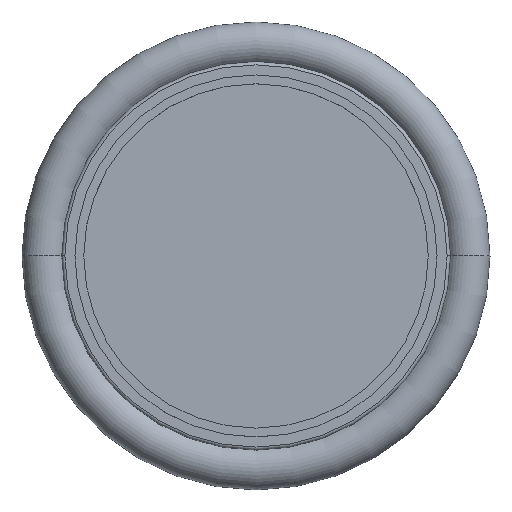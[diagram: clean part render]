
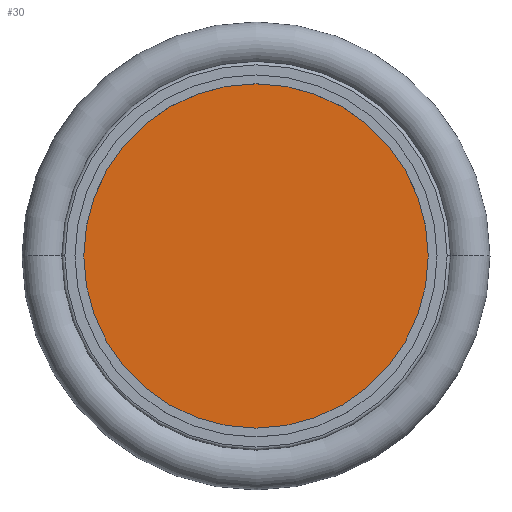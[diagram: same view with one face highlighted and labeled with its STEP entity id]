
A CAD part, top view. The second image highlights one B-rep face of the part: STEP entity #30.
In plain terms, the highlighted planar face has unit normal (0, 0, 1).
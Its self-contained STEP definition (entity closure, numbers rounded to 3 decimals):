
#27 = DIRECTION ( 'NONE',  ( -1., 0., 0. ) ) ;
#30 = ADVANCED_FACE ( 'NONE', ( #241 ), #596, .F. ) ;
#172 = DIRECTION ( 'NONE',  ( 0., 0., -1. ) ) ;
#178 = CARTESIAN_POINT ( 'NONE',  ( -19.5, 0., -0.7 ) ) ;
#184 = CIRCLE ( 'NONE', #427, 19.5 ) ;
#241 = FACE_OUTER_BOUND ( 'NONE', #897, .T. ) ;
#266 = EDGE_CURVE ( 'NONE', #708, #934, #184, .T. ) ;
#289 = AXIS2_PLACEMENT_3D ( 'NONE', #797, #802, #807 ) ;
#321 = CIRCLE ( 'NONE', #289, 19.5 ) ;
#376 = CARTESIAN_POINT ( 'NONE',  ( -19.5, 0., -0.7 ) ) ;
#427 = AXIS2_PLACEMENT_3D ( 'NONE', #1045, #1064, #1073 ) ;
#557 = CARTESIAN_POINT ( 'NONE',  ( 19.5, 0., -0.7 ) ) ;
#596 = PLANE ( 'NONE',  #739 ) ;
#708 = VERTEX_POINT ( 'NONE', #557 ) ;
#739 = AXIS2_PLACEMENT_3D ( 'NONE', #178, #172, #27 ) ;
#797 = CARTESIAN_POINT ( 'NONE',  ( 0., 0., -0.7 ) ) ;
#802 = DIRECTION ( 'NONE',  ( 0., 0., 1. ) ) ;
#807 = DIRECTION ( 'NONE',  ( 1., 0., 0. ) ) ;
#821 = ORIENTED_EDGE ( 'NONE', *, *, #266, .T. ) ;
#897 = EDGE_LOOP ( 'NONE', ( #821, #1116 ) ) ;
#934 = VERTEX_POINT ( 'NONE', #376 ) ;
#1045 = CARTESIAN_POINT ( 'NONE',  ( 0., 0., -0.7 ) ) ;
#1064 = DIRECTION ( 'NONE',  ( 0., 0., 1. ) ) ;
#1073 = DIRECTION ( 'NONE',  ( 1., 0., 0. ) ) ;
#1116 = ORIENTED_EDGE ( 'NONE', *, *, #1118, .T. ) ;
#1118 = EDGE_CURVE ( 'NONE', #934, #708, #321, .T. ) ;
